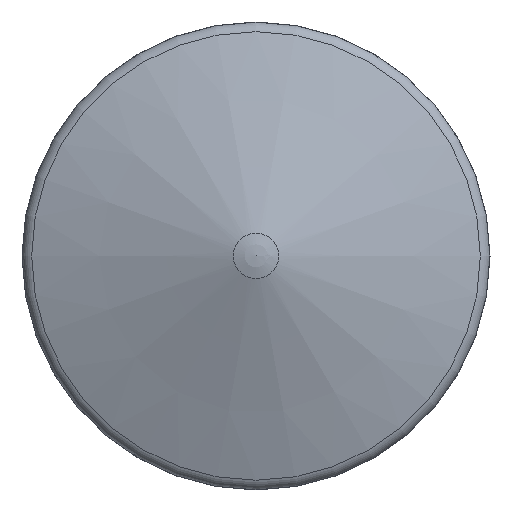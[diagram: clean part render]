
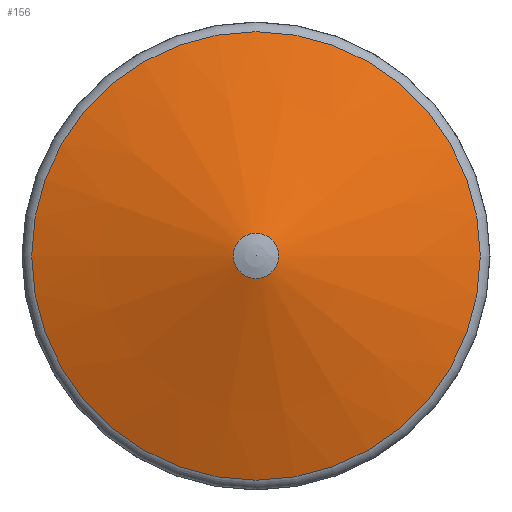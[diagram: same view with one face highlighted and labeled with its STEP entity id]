
A CAD part, top view. The second image highlights one B-rep face of the part: STEP entity #156.
In plain terms, the highlighted conical face has half-angle 71.469 degrees and reference radius 16.5 mm.
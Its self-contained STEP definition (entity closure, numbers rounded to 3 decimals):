
#29=CONICAL_SURFACE('',#192,16.5,1.247);
#42=ORIENTED_EDGE('',*,*,#67,.T.);
#43=ORIENTED_EDGE('',*,*,#68,.F.);
#67=EDGE_CURVE('',#80,#80,#93,.T.);
#68=EDGE_CURVE('',#81,#81,#94,.T.);
#80=VERTEX_POINT('',#287);
#81=VERTEX_POINT('',#289);
#93=CIRCLE('',#193,15.704);
#94=CIRCLE('',#194,1.589);
#107=EDGE_LOOP('',(#42));
#108=EDGE_LOOP('',(#43));
#133=FACE_BOUND('',#107,.T.);
#134=FACE_BOUND('',#108,.T.);
#156=ADVANCED_FACE('',(#133,#134),#29,.T.);
#192=AXIS2_PLACEMENT_3D('',#285,#235,#236);
#193=AXIS2_PLACEMENT_3D('',#286,#237,#238);
#194=AXIS2_PLACEMENT_3D('',#288,#239,#240);
#235=DIRECTION('',(0.,0.,-1.));
#236=DIRECTION('',(-1.,0.,0.));
#237=DIRECTION('',(0.,0.,1.));
#238=DIRECTION('',(1.,0.,0.));
#239=DIRECTION('',(0.,0.,1.));
#240=DIRECTION('',(1.,0.,0.));
#285=CARTESIAN_POINT('',(0.,0.,58.743));
#286=CARTESIAN_POINT('',(0.,0.,59.009));
#287=CARTESIAN_POINT('',(15.704,0.,59.009));
#288=CARTESIAN_POINT('',(0.,0.,63.741));
#289=CARTESIAN_POINT('',(1.589,0.,63.741));
